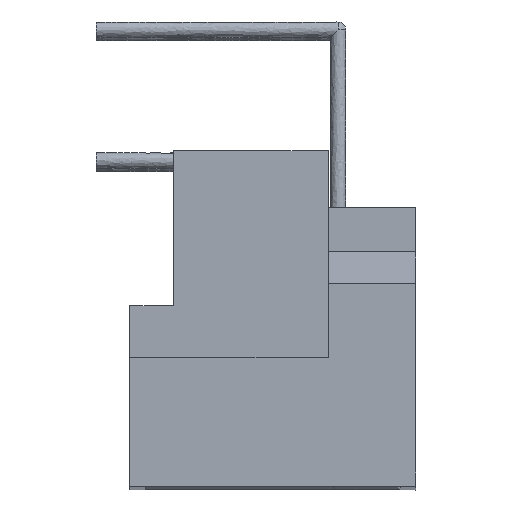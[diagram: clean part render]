
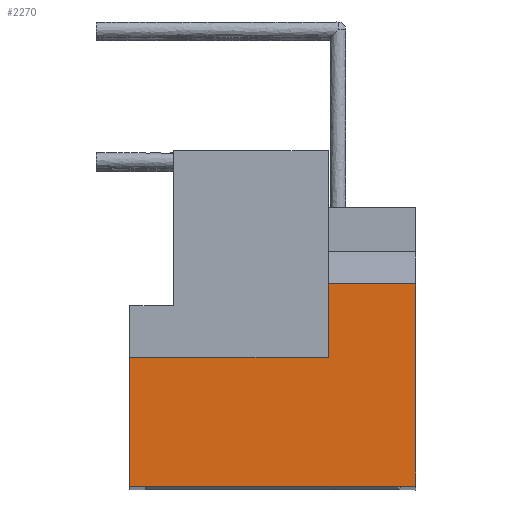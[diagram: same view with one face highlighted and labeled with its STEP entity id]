
A CAD part, top view. The second image highlights one B-rep face of the part: STEP entity #2270.
In plain terms, the highlighted free-form (B-spline) face has degree [1, 1] with [2, 2] control points.
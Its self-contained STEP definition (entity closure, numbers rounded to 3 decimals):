
#752=CARTESIAN_POINT('V16',(7.7,7.877,
   87.5));
#753=VERTEX_POINT('V16',#752);
#759=CARTESIAN_POINT('V15',(11.1,7.877,
   87.5));
#760=VERTEX_POINT('V15',#759);
#761=CARTESIAN_POINT('E15',(7.7,7.877,
   87.5));
#762=CARTESIAN_POINT('E15',(11.1,7.877,
   87.5));
#763=B_SPLINE_CURVE_WITH_KNOTS('E15',1,(#761,#762),.POLYLINE_FORM.,
   .F.,.U.,(2,2),(3.175,4.578),
   .UNSPECIFIED.);
#764=EDGE_CURVE('E15',#753,#760,#763,.T.);
#1840=CARTESIAN_POINT('V14',(11.1,0.0,
   87.5));
#1841=VERTEX_POINT('V14',#1840);
#1842=CARTESIAN_POINT('V13',(0.0,0.0,87.5));
#1843=VERTEX_POINT('V13',#1842);
#1844=CARTESIAN_POINT('E13',(11.1,0.,
   87.5));
#1845=CARTESIAN_POINT('E13',(0.0,0.,87.5)
   );
#1846=B_SPLINE_CURVE_WITH_KNOTS('E13',1,(#1844,#1845),
   .POLYLINE_FORM.,.F.,.U.,(2,2),(0.0,1.409),
   .UNSPECIFIED.);
#1847=EDGE_CURVE('E13',#1841,#1843,#1846,.T.);
#2211=CARTESIAN_POINT('V12',(0.,5.0,87.5)
   );
#2212=VERTEX_POINT('V12',#2211);
#2213=CARTESIAN_POINT('E12',(0.0,0.,87.5)
   );
#2214=CARTESIAN_POINT('E12',(0.0,5.0,87.5));
#2215=B_SPLINE_CURVE_WITH_KNOTS('E12',1,(#2213,#2214),
   .POLYLINE_FORM.,.F.,.U.,(2,2),(0.111,
   0.746),.UNSPECIFIED.);
#2216=EDGE_CURVE('E12',#1843,#2212,#2215,.T.);
#2233=CARTESIAN_POINT('V11',(7.7,5.0,
   87.5));
#2234=VERTEX_POINT('V11',#2233);
#2235=CARTESIAN_POINT('E11',(7.7,5.0,
   87.5));
#2236=CARTESIAN_POINT('E11',(0.,5.0,87.5)
   );
#2237=QUASI_UNIFORM_CURVE('E11',1,(#2235,#2236),.POLYLINE_FORM.,.F.,
   .U.);
#2238=EDGE_CURVE('E11',#2234,#2212,#2237,.T.);
#2249=CARTESIAN_POINT('F2',(0.0,7.877,87.5)
   );
#2250=CARTESIAN_POINT('F2',(0.0,0.,87.5));
#2251=CARTESIAN_POINT('F2',(20.0,7.877,
   87.5));
#2252=CARTESIAN_POINT('F2',(20.0,0.,87.5)
   );
#2253=B_SPLINE_SURFACE_WITH_KNOTS('F2',1,1,((#2249,#2251),(#2250,
   #2252)),.PLANE_SURF.,.F.,.F.,.U.,(2,2),(2,2),(0.0,1.0),(0.0,
   2.539),.UNSPECIFIED.);
#2254=ORIENTED_EDGE('E11',*,*,#2238,.T.);
#2255=ORIENTED_EDGE('E12',*,*,#2216,.F.);
#2256=ORIENTED_EDGE('E13',*,*,#1847,.F.);
#2257=CARTESIAN_POINT('E14',(11.1,7.877,
   87.5));
#2258=CARTESIAN_POINT('E14',(11.1,0.,
   87.5));
#2259=QUASI_UNIFORM_CURVE('E14',1,(#2257,#2258),.POLYLINE_FORM.,.F.,
   .U.);
#2260=EDGE_CURVE('E14',#760,#1841,#2259,.T.);
#2261=ORIENTED_EDGE('E14',*,*,#2260,.F.);
#2262=ORIENTED_EDGE('E15',*,*,#764,.F.);
#2263=CARTESIAN_POINT('E16',(7.7,7.877,
   87.5));
#2264=CARTESIAN_POINT('E16',(7.7,5.0,
   87.5));
#2265=QUASI_UNIFORM_CURVE('E16',1,(#2263,#2264),.POLYLINE_FORM.,.F.,
   .U.);
#2266=EDGE_CURVE('E16',#753,#2234,#2265,.T.);
#2267=ORIENTED_EDGE('E16',*,*,#2266,.T.);
#2268=EDGE_LOOP('F2',(#2254,#2255,#2256,#2261,#2262,#2267));
#2269=FACE_OUTER_BOUND('F2',#2268,.T.);
#2270=ADVANCED_FACE('F2',(#2269),#2253,.T.);
